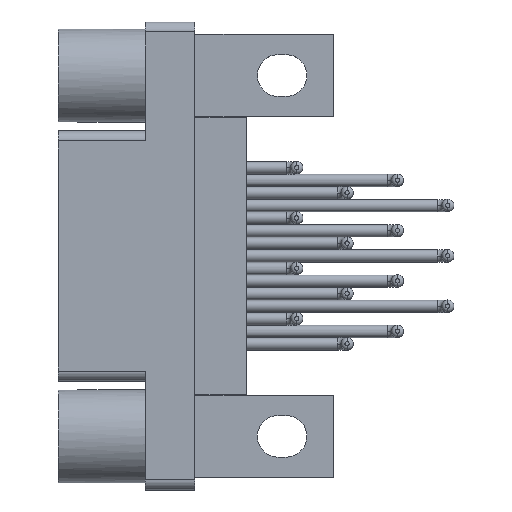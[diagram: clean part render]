
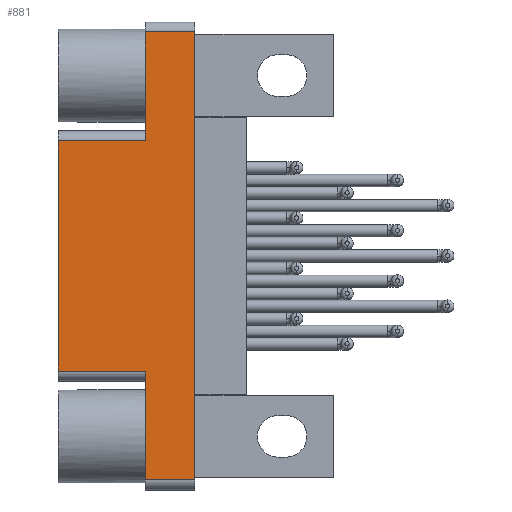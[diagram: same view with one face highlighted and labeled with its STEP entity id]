
A CAD part, top view. The second image highlights one B-rep face of the part: STEP entity #881.
In plain terms, the highlighted face is planar.
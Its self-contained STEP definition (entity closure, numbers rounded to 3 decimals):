
#10 = CARTESIAN_POINT ( 'NONE',  ( 5.81, -2.7, 6.9 ) ) ;
#15 = ORIENTED_EDGE ( 'NONE', *, *, #1660, .F. ) ;
#53 = CARTESIAN_POINT ( 'NONE',  ( 11.3, -2.7, 2.5 ) ) ;
#83 = VECTOR ( 'NONE', #4890, 1000. ) ;
#85 = ORIENTED_EDGE ( 'NONE', *, *, #1269, .T. ) ;
#125 = CARTESIAN_POINT ( 'NONE',  ( -5.81, -2.7, 6.9 ) ) ;
#156 = DIRECTION ( 'NONE',  ( 0., 0., -1. ) ) ;
#239 = AXIS2_PLACEMENT_3D ( 'NONE', #4218, #3337, #4170 ) ;
#380 = CARTESIAN_POINT ( 'NONE',  ( -11.8, -2.7, 2.5 ) ) ;
#400 = VERTEX_POINT ( 'NONE', #5086 ) ;
#460 = ORIENTED_EDGE ( 'NONE', *, *, #3192, .T. ) ;
#545 = ORIENTED_EDGE ( 'NONE', *, *, #3995, .T. ) ;
#585 = CARTESIAN_POINT ( 'NONE',  ( -11.3, -2.7, 2.5 ) ) ;
#603 = LINE ( 'NONE', #2539, #4417 ) ;
#641 = VECTOR ( 'NONE', #3916, 1000. ) ;
#692 = CARTESIAN_POINT ( 'NONE',  ( -5.81, -2.7, 6.9 ) ) ;
#700 = VECTOR ( 'NONE', #4315, 1000. ) ;
#709 = EDGE_LOOP ( 'NONE', ( #2714, #460, #3256, #545, #4092, #5021, #4057, #4466, #15, #85 ) ) ;
#881 = ADVANCED_FACE ( 'NONE', ( #2902 ), #1755, .F. ) ;
#917 = CARTESIAN_POINT ( 'NONE',  ( 11.3, -2.7, 0. ) ) ;
#920 = DIRECTION ( 'NONE',  ( 1., 0., 0. ) ) ;
#1171 = VERTEX_POINT ( 'NONE', #2916 ) ;
#1269 = EDGE_CURVE ( 'NONE', #1171, #3966, #603, .T. ) ;
#1341 = DIRECTION ( 'NONE',  ( 0., 0., -1. ) ) ;
#1369 = LINE ( 'NONE', #2638, #700 ) ;
#1395 = VERTEX_POINT ( 'NONE', #2724 ) ;
#1433 = CARTESIAN_POINT ( 'NONE',  ( -11.3, -2.7, 2.5 ) ) ;
#1460 = DIRECTION ( 'NONE',  ( 1., 0., 0. ) ) ;
#1476 = CARTESIAN_POINT ( 'NONE',  ( 11.3, -2.7, 2.5 ) ) ;
#1537 = VECTOR ( 'NONE', #1635, 1000. ) ;
#1572 = DIRECTION ( 'NONE',  ( 1., 0., 0. ) ) ;
#1635 = DIRECTION ( 'NONE',  ( 0., 0., -1. ) ) ;
#1654 = DIRECTION ( 'NONE',  ( 0., 0., 1. ) ) ;
#1655 = CARTESIAN_POINT ( 'NONE',  ( 5.81, -2.7, 6.9 ) ) ;
#1660 = EDGE_CURVE ( 'NONE', #1171, #1395, #4211, .T. ) ;
#1755 = PLANE ( 'NONE',  #239 ) ;
#1790 = EDGE_CURVE ( 'NONE', #400, #5219, #4686, .T. ) ;
#2041 = LINE ( 'NONE', #53, #3985 ) ;
#2227 = CARTESIAN_POINT ( 'NONE',  ( -11.3, -2.7, 0. ) ) ;
#2430 = EDGE_CURVE ( 'NONE', #1395, #400, #3632, .T. ) ;
#2483 = CARTESIAN_POINT ( 'NONE',  ( -11.8, -2.7, 2.5 ) ) ;
#2539 = CARTESIAN_POINT ( 'NONE',  ( -5.81, -2.7, 6.9 ) ) ;
#2638 = CARTESIAN_POINT ( 'NONE',  ( -11.8, -2.7, 0. ) ) ;
#2714 = ORIENTED_EDGE ( 'NONE', *, *, #3210, .F. ) ;
#2724 = CARTESIAN_POINT ( 'NONE',  ( -5.087, -2.7, 6.9 ) ) ;
#2737 = EDGE_CURVE ( 'NONE', #2741, #2784, #1369, .T. ) ;
#2741 = VERTEX_POINT ( 'NONE', #2227 ) ;
#2758 = VECTOR ( 'NONE', #156, 1000. ) ;
#2784 = VERTEX_POINT ( 'NONE', #917 ) ;
#2887 = LINE ( 'NONE', #2483, #641 ) ;
#2902 = FACE_OUTER_BOUND ( 'NONE', #709, .T. ) ;
#2916 = CARTESIAN_POINT ( 'NONE',  ( -5.81, -2.7, 6.9 ) ) ;
#3002 = EDGE_CURVE ( 'NONE', #5219, #4104, #3709, .T. ) ;
#3159 = VERTEX_POINT ( 'NONE', #585 ) ;
#3192 = EDGE_CURVE ( 'NONE', #3159, #2741, #3854, .T. ) ;
#3210 = EDGE_CURVE ( 'NONE', #3159, #3966, #3696, .T. ) ;
#3256 = ORIENTED_EDGE ( 'NONE', *, *, #2737, .T. ) ;
#3337 = DIRECTION ( 'NONE',  ( 0., 1., 0. ) ) ;
#3441 = VECTOR ( 'NONE', #1460, 1000. ) ;
#3632 = LINE ( 'NONE', #692, #83 ) ;
#3696 = LINE ( 'NONE', #380, #3722 ) ;
#3709 = LINE ( 'NONE', #10, #1537 ) ;
#3722 = VECTOR ( 'NONE', #1572, 1000. ) ;
#3854 = LINE ( 'NONE', #1433, #2758 ) ;
#3856 = CARTESIAN_POINT ( 'NONE',  ( 5.81, -2.7, 2.5 ) ) ;
#3916 = DIRECTION ( 'NONE',  ( 1., 0., 0. ) ) ;
#3966 = VERTEX_POINT ( 'NONE', #5002 ) ;
#3985 = VECTOR ( 'NONE', #1654, 1000. ) ;
#3995 = EDGE_CURVE ( 'NONE', #2784, #4577, #2041, .T. ) ;
#4057 = ORIENTED_EDGE ( 'NONE', *, *, #1790, .F. ) ;
#4092 = ORIENTED_EDGE ( 'NONE', *, *, #4868, .F. ) ;
#4104 = VERTEX_POINT ( 'NONE', #3856 ) ;
#4170 = DIRECTION ( 'NONE',  ( 0., 0., 1. ) ) ;
#4211 = LINE ( 'NONE', #125, #4521 ) ;
#4218 = CARTESIAN_POINT ( 'NONE',  ( -11.8, -2.7, 2.5 ) ) ;
#4301 = CARTESIAN_POINT ( 'NONE',  ( -5.81, -2.7, 6.9 ) ) ;
#4315 = DIRECTION ( 'NONE',  ( 1., 0., 0. ) ) ;
#4417 = VECTOR ( 'NONE', #1341, 1000. ) ;
#4466 = ORIENTED_EDGE ( 'NONE', *, *, #2430, .F. ) ;
#4521 = VECTOR ( 'NONE', #920, 1000. ) ;
#4577 = VERTEX_POINT ( 'NONE', #1476 ) ;
#4686 = LINE ( 'NONE', #4301, #3441 ) ;
#4868 = EDGE_CURVE ( 'NONE', #4104, #4577, #2887, .T. ) ;
#4890 = DIRECTION ( 'NONE',  ( 1., 0., 0. ) ) ;
#5002 = CARTESIAN_POINT ( 'NONE',  ( -5.81, -2.7, 2.5 ) ) ;
#5021 = ORIENTED_EDGE ( 'NONE', *, *, #3002, .F. ) ;
#5086 = CARTESIAN_POINT ( 'NONE',  ( 5.078, -2.7, 6.9 ) ) ;
#5219 = VERTEX_POINT ( 'NONE', #1655 ) ;
